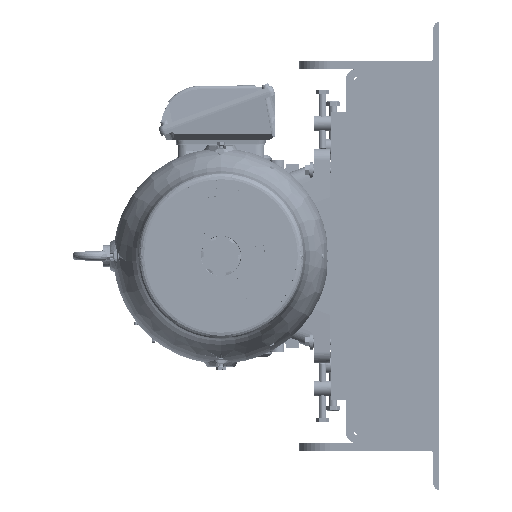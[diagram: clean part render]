
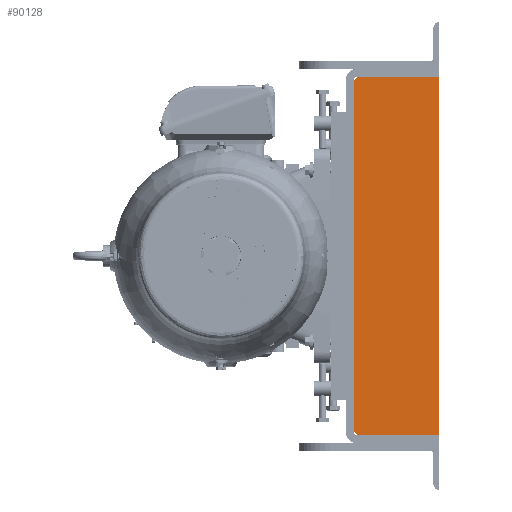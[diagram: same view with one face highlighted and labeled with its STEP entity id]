
A CAD part, left-side view. The second image highlights one B-rep face of the part: STEP entity #90128.
In plain terms, the highlighted planar face has unit normal (-1, 0, 0).
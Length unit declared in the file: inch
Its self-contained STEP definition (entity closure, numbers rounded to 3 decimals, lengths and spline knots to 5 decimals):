
#5479 = CARTESIAN_POINT ( 'NONE',  ( 0., 0., -15.83333 ) ) ;
#9700 = FACE_OUTER_BOUND ( 'NONE', #108454, .T. ) ;
#34487 = ORIENTED_EDGE ( 'NONE', *, *, #87540, .T. ) ;
#43681 = VERTEX_POINT ( 'NONE', #63332 ) ;
#43911 = CARTESIAN_POINT ( 'NONE',  ( 0., 0., -23.5 ) ) ;
#52153 = CARTESIAN_POINT ( 'NONE',  ( 0., 5.5, -15.75 ) ) ;
#63332 = CARTESIAN_POINT ( 'NONE',  ( 0., 5.5, -23.25 ) ) ;
#87540 = EDGE_CURVE ( 'NONE', #181619, #160320, #323194, .T. ) ;
#90128 = ADVANCED_FACE ( 'NONE', ( #9700 ), #328089, .T. ) ;
#92161 = CARTESIAN_POINT ( 'NONE',  ( 0., 5.5, -0.75 ) ) ;
#108454 = EDGE_LOOP ( 'NONE', ( #203465, #300086, #285039, #134616, #34487, #156598 ) ) ;
#121338 = CARTESIAN_POINT ( 'NONE',  ( 0., 5.25, -0.5 ) ) ;
#134616 = ORIENTED_EDGE ( 'NONE', *, *, #462955, .T. ) ;
#156598 = ORIENTED_EDGE ( 'NONE', *, *, #318590, .T. ) ;
#159755 = CARTESIAN_POINT ( 'NONE',  ( 0., 5.33333, -0.58333 ) ) ;
#160320 = VERTEX_POINT ( 'NONE', #161897 ) ;
#160476 = AXIS2_PLACEMENT_3D ( 'NONE', #294356, #435560, #217327 ) ;
#161765 = VERTEX_POINT ( 'NONE', #410731 ) ;
#161897 = CARTESIAN_POINT ( 'NONE',  ( 0., 0., -0.5 ) ) ;
#164396 = CARTESIAN_POINT ( 'NONE',  ( 0., 5.5, -8.25 ) ) ;
#169117 = CARTESIAN_POINT ( 'NONE',  ( 0., 5.5, -0.75 ) ) ;
#181619 = VERTEX_POINT ( 'NONE', #201086 ) ;
#182795 = CARTESIAN_POINT ( 'NONE',  ( 0., 3.5, -23.5 ) ) ;
#191144 = B_SPLINE_CURVE_WITH_KNOTS ( 'NONE', 3,
 ( #432448, #209453, #466125, #212631 ),
 .UNSPECIFIED., .F., .F.,
 ( 4, 4 ),
 ( 0., 1. ),
 .UNSPECIFIED. ) ;
#196646 = VERTEX_POINT ( 'NONE', #169117 ) ;
#201086 = CARTESIAN_POINT ( 'NONE',  ( 0., 0., -23.5 ) ) ;
#203465 = ORIENTED_EDGE ( 'NONE', *, *, #256639, .T. ) ;
#203638 = VERTEX_POINT ( 'NONE', #425034 ) ;
#209453 = CARTESIAN_POINT ( 'NONE',  ( 0., 1.75, -0.5 ) ) ;
#212631 = CARTESIAN_POINT ( 'NONE',  ( 0., 5.25, -0.5 ) ) ;
#217327 = DIRECTION ( 'NONE',  ( 0., 0., 1. ) ) ;
#223462 = CARTESIAN_POINT ( 'NONE',  ( 0., 5.33333, -23.41667 ) ) ;
#253522 = CARTESIAN_POINT ( 'NONE',  ( 0., 1.75, -23.5 ) ) ;
#256639 = EDGE_CURVE ( 'NONE', #161765, #196646, #454723, .T. ) ;
#281508 = CARTESIAN_POINT ( 'NONE',  ( 0., 5.41667, -23.33333 ) ) ;
#285039 = ORIENTED_EDGE ( 'NONE', *, *, #315972, .T. ) ;
#294356 = CARTESIAN_POINT ( 'NONE',  ( 0., -0.125, 0.45776 ) ) ;
#297691 = EDGE_CURVE ( 'NONE', #196646, #43681, #406126, .T. ) ;
#300086 = ORIENTED_EDGE ( 'NONE', *, *, #297691, .T. ) ;
#300697 = CARTESIAN_POINT ( 'NONE',  ( 0., 0., -0.5 ) ) ;
#303856 = CARTESIAN_POINT ( 'NONE',  ( 0., 0., -8.16667 ) ) ;
#315972 = EDGE_CURVE ( 'NONE', #43681, #203638, #350303, .T. ) ;
#318590 = EDGE_CURVE ( 'NONE', #160320, #161765, #191144, .T. ) ;
#323194 = B_SPLINE_CURVE_WITH_KNOTS ( 'NONE', 3,
 ( #43911, #5479, #303856, #300697 ),
 .UNSPECIFIED., .F., .F.,
 ( 4, 4 ),
 ( 0., 1. ),
 .UNSPECIFIED. ) ;
#328089 = PLANE ( 'NONE',  #160476 ) ;
#328887 = CARTESIAN_POINT ( 'NONE',  ( 0., 0., -23.5 ) ) ;
#331036 = CARTESIAN_POINT ( 'NONE',  ( 0., 5.25, -23.5 ) ) ;
#350303 = B_SPLINE_CURVE_WITH_KNOTS ( 'NONE', 3,
 ( #353717, #281508, #223462, #331036 ),
 .UNSPECIFIED., .F., .F.,
 ( 4, 4 ),
 ( 0., 1. ),
 .UNSPECIFIED. ) ;
#353717 = CARTESIAN_POINT ( 'NONE',  ( 0., 5.5, -23.25 ) ) ;
#374747 = CARTESIAN_POINT ( 'NONE',  ( 0., 5.41667, -0.66667 ) ) ;
#377893 = CARTESIAN_POINT ( 'NONE',  ( 0., 5.5, -0.75 ) ) ;
#391485 = B_SPLINE_CURVE_WITH_KNOTS ( 'NONE', 3,
 ( #436338, #182795, #253522, #328887 ),
 .UNSPECIFIED., .F., .F.,
 ( 4, 4 ),
 ( 0., 1. ),
 .UNSPECIFIED. ) ;
#406126 = B_SPLINE_CURVE_WITH_KNOTS ( 'NONE', 3,
 ( #92161, #164396, #52153, #457837 ),
 .UNSPECIFIED., .F., .F.,
 ( 4, 4 ),
 ( 0., 1. ),
 .UNSPECIFIED. ) ;
#410731 = CARTESIAN_POINT ( 'NONE',  ( 0., 5.25, -0.5 ) ) ;
#425034 = CARTESIAN_POINT ( 'NONE',  ( 0., 5.25, -23.5 ) ) ;
#432448 = CARTESIAN_POINT ( 'NONE',  ( 0., 0., -0.5 ) ) ;
#435560 = DIRECTION ( 'NONE',  ( -1., 0., 0. ) ) ;
#436338 = CARTESIAN_POINT ( 'NONE',  ( 0., 5.25, -23.5 ) ) ;
#454723 = B_SPLINE_CURVE_WITH_KNOTS ( 'NONE', 3,
 ( #121338, #159755, #374747, #377893 ),
 .UNSPECIFIED., .F., .F.,
 ( 4, 4 ),
 ( 0., 1. ),
 .UNSPECIFIED. ) ;
#457837 = CARTESIAN_POINT ( 'NONE',  ( 0., 5.5, -23.25 ) ) ;
#462955 = EDGE_CURVE ( 'NONE', #203638, #181619, #391485, .T. ) ;
#466125 = CARTESIAN_POINT ( 'NONE',  ( 0., 3.5, -0.5 ) ) ;
